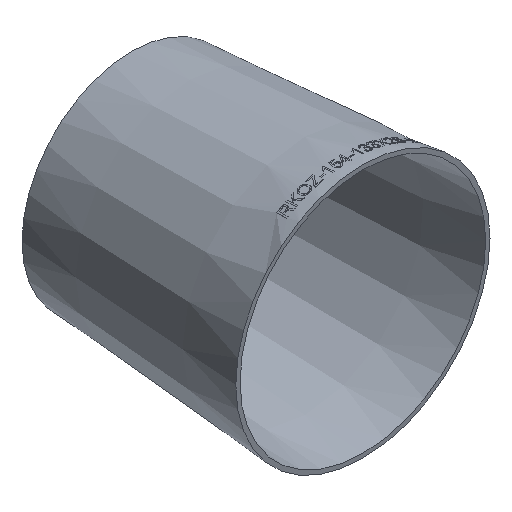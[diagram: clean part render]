
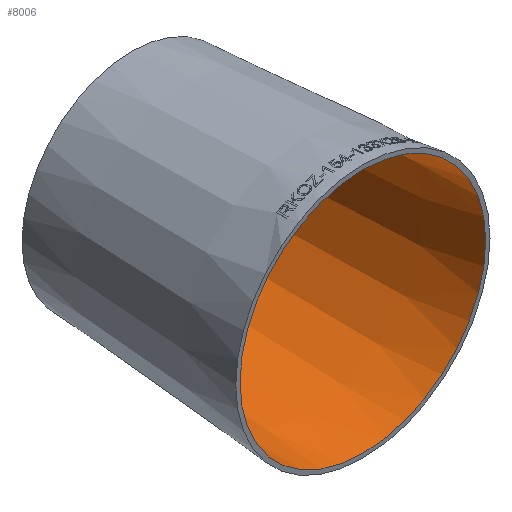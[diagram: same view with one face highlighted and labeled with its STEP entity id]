
A CAD part, isometric view. The second image highlights one B-rep face of the part: STEP entity #8006.
In plain terms, the highlighted conical face has half-angle 4.289 degrees and reference radius 74.393 mm.
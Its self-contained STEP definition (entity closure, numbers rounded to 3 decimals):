
#2755 = CARTESIAN_POINT ( 'NONE',  ( 0., 0., -74.393 ) ) ;
#3587 = CONICAL_SURFACE ( 'NONE', #12412, 74.393, 0.075 ) ;
#3710 = EDGE_CURVE ( 'NONE', #4539, #4539, #12379, .T. ) ;
#4539 = VERTEX_POINT ( 'NONE', #2755 ) ;
#4632 = DIRECTION ( 'NONE',  ( 0., -1., 0. ) ) ;
#6728 = DIRECTION ( 'NONE',  ( 0., -1., 0. ) ) ;
#7150 = FACE_BOUND ( 'NONE', #17019, .T. ) ;
#8006 = ADVANCED_FACE ( 'NONE', ( #7150, #9476 ), #3587, .F. ) ;
#8778 = DIRECTION ( 'NONE',  ( 0., 0., -1. ) ) ;
#9476 = FACE_OUTER_BOUND ( 'NONE', #14411, .T. ) ;
#11869 = ORIENTED_EDGE ( 'NONE', *, *, #3710, .T. ) ;
#12379 = CIRCLE ( 'NONE', #19833, 74.393 ) ;
#12412 = AXIS2_PLACEMENT_3D ( 'NONE', #15612, #18250, #27123 ) ;
#13218 = DIRECTION ( 'NONE',  ( 0., 0., -1. ) ) ;
#14411 = EDGE_LOOP ( 'NONE', ( #11869 ) ) ;
#15612 = CARTESIAN_POINT ( 'NONE',  ( 0., 0., 0. ) ) ;
#16615 = CIRCLE ( 'NONE', #19427, 63.893 ) ;
#17019 = EDGE_LOOP ( 'NONE', ( #24745 ) ) ;
#18118 = CARTESIAN_POINT ( 'NONE',  ( 0., 0., 0. ) ) ;
#18250 = DIRECTION ( 'NONE',  ( 0., -1., 0. ) ) ;
#19427 = AXIS2_PLACEMENT_3D ( 'NONE', #19935, #4632, #13218 ) ;
#19833 = AXIS2_PLACEMENT_3D ( 'NONE', #18118, #6728, #8778 ) ;
#19935 = CARTESIAN_POINT ( 'NONE',  ( 0., 140., 0. ) ) ;
#22161 = VERTEX_POINT ( 'NONE', #22581 ) ;
#22581 = CARTESIAN_POINT ( 'NONE',  ( 0., 140., -63.893 ) ) ;
#24745 = ORIENTED_EDGE ( 'NONE', *, *, #27299, .F. ) ;
#27123 = DIRECTION ( 'NONE',  ( 0., 0., -1. ) ) ;
#27299 = EDGE_CURVE ( 'NONE', #22161, #22161, #16615, .T. ) ;
